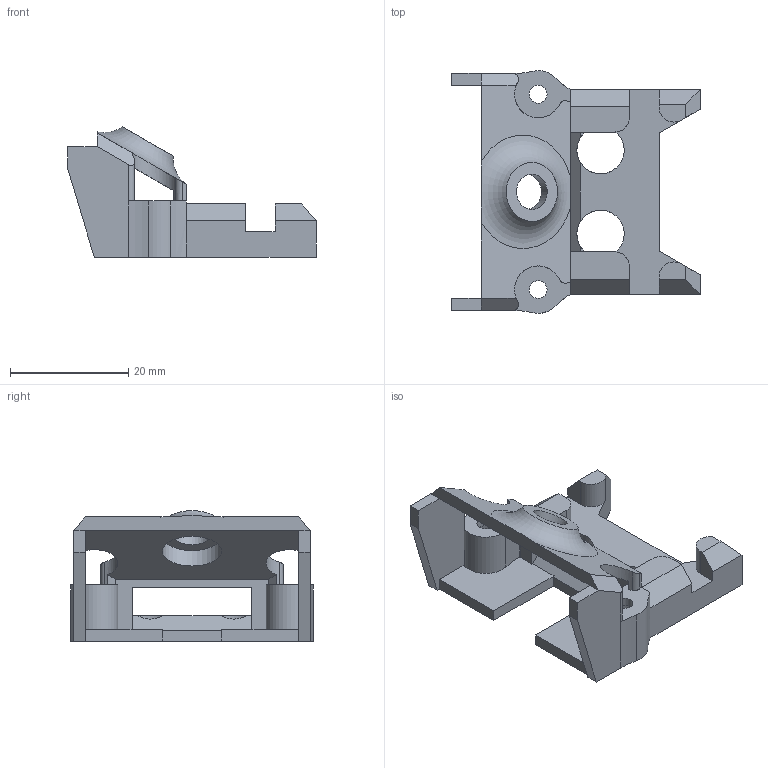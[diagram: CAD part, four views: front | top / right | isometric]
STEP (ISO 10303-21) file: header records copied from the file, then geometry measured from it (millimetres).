
FILE_DESCRIPTION(/* description */ (''),/* implementation_level */ '2;1');
FILE_NAME(/* name */ 'TBS_Ant_SMA.step',/* time_stamp */ '2023-05-24T10:58:54+08:00',/* author */ (''),/* organization */ (''),/* preprocessor_version */ 'ST-DEVELOPER v19.2',/* originating_system */ 'Autodesk Translation Framework v12.4.0.73',/* authorisation */ '');
FILE_SCHEMA (('AUTOMOTIVE_DESIGN { 1 0 10303 214 3 1 1 }'));
Length unit declared in the file: millimetre
Products named in the file (1): TBS_Ant_SMA
Bounding box: 42 x 40.98 x 22.03 mm (x, y, z)
Volume: 6295.1 mm3; surface area: 5909.3 mm2
Topology: 1 solids, 1 shells, 97 faces, 282 edges, 182 vertices
Faces by surface type: plane 64, cylinder 32, torus 1
Full cylindrical faces by diameter (mm): 3 x2, 5 x2, 6 x1, 10 x1
Entity records: 3277 total; most frequent: CARTESIAN_POINT 586, ORIENTED_EDGE 564, DIRECTION 556, EDGE_CURVE 282, LINE 200, VECTOR 200, VERTEX_POINT 182, AXIS2_PLACEMENT_3D 178
